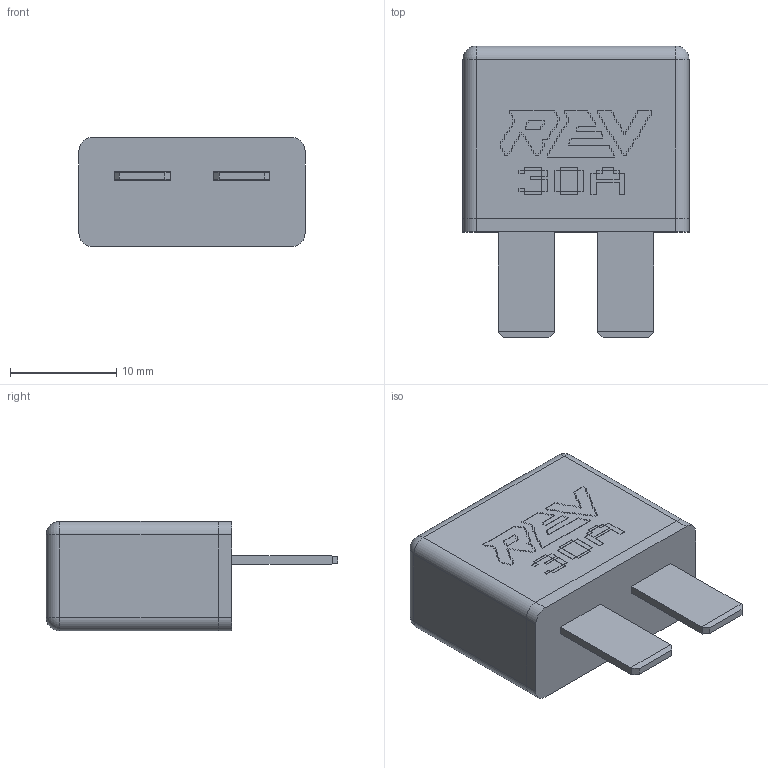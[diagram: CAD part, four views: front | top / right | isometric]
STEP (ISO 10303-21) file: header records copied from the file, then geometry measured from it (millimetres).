
FILE_DESCRIPTION (( 'STEP AP203' ), '1' );
FILE_NAME ('REV-11-1862.STEP', '2021-09-28T18:09:30', ( '' ), ( '' ), 'SwSTEP 2.0', 'SolidWorks 2019', '' );
FILE_SCHEMA (( 'CONFIG_CONTROL_DESIGN' ));
Length unit declared in the file: inch
Products named in the file (1): REV-11-1862
Bounding box: 21.34 x 27.53 x 10.34 mm (x, y, z)
Volume: 3891.1 mm3; surface area: 2267.4 mm2
Topology: 22 solids, 22 shells, 825 faces, 2088 edges, 1278 vertices
Faces by surface type: plane 408, bspline 227, cylinder 78, torus 64, sphere 48
Entity records: 28207 total; most frequent: CARTESIAN_POINT 9845, ORIENTED_EDGE 4090, DIRECTION 3409, EDGE_CURVE 2045, VERTEX_POINT 1272, LINE 1179, VECTOR 1179, AXIS2_PLACEMENT_3D 1115
